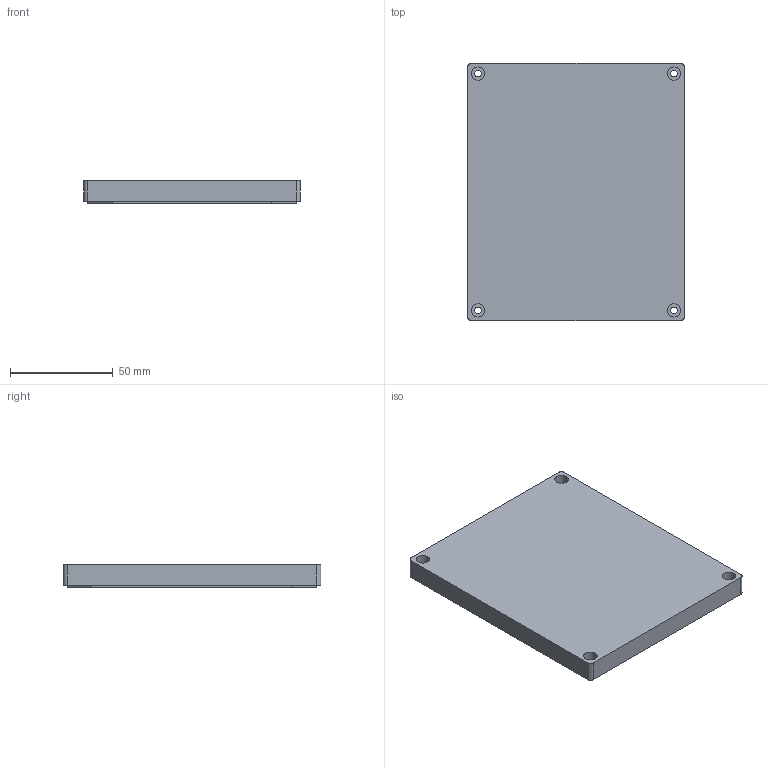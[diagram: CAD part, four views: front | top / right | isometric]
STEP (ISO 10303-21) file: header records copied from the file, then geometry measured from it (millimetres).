
FILE_DESCRIPTION (( 'STEP AP214' ), '1' );
FILE_NAME ('Case_TOP.STEP', '2024-07-28T10:22:37', ( '' ), ( '' ), 'SwSTEP 2.0', 'SolidWorks 2022', '' );
FILE_SCHEMA (( 'AUTOMOTIVE_DESIGN' ));
Length unit declared in the file: millimetre
Products named in the file (1): Case_TOP
Bounding box: 105.34 x 125.21 x 11 mm (x, y, z)
Volume: 38231.9 mm3; surface area: 35290.8 mm2
Topology: 1 solids, 1 shells, 58 faces, 154 edges, 102 vertices
Faces by surface type: plane 34, cylinder 24
Entity records: 1860 total; most frequent: DIRECTION 320, CARTESIAN_POINT 315, ORIENTED_EDGE 308, EDGE_CURVE 154, AXIS2_PLACEMENT_3D 107, LINE 106, VECTOR 106, VERTEX_POINT 102
